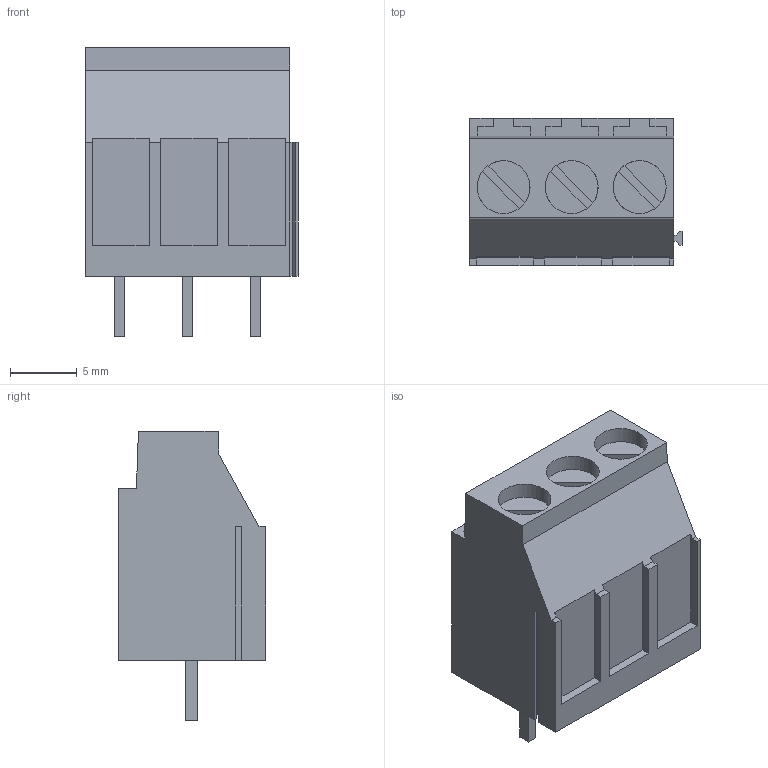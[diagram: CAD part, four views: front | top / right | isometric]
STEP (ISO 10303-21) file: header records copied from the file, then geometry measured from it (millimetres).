
FILE_DESCRIPTION(('CATIA V5 STEP Exchange','CAx-IF Rec.Pracs.--- Model Styling and Organization---1.4--- 2014-01-23'),'2;1');
FILE_NAME ('144240-1_0_2567090000_2567090000.stp','2021-07-20T10:35:00+00:00',('none'),('Weidmueller'),'CATIA Version 5-6 Release 2016 SP3 HF44','CATIA V5 STEP AP214','none');
FILE_SCHEMA(('AUTOMOTIVE_DESIGN { 1 0 10303 214 1 1 1 1 }'));
Length unit declared in the file: millimetre
Products named in the file (1): 2567090000
Bounding box: 15.89 x 11 x 21.6 mm (x, y, z)
Volume: 2217 mm3; surface area: 1809.8 mm2
Topology: 7 solids, 7 shells, 174 faces, 447 edges, 296 vertices
Faces by surface type: plane 162, cylinder 12
Entity records: 5195 total; most frequent: CARTESIAN_POINT 913, ORIENTED_EDGE 894, DIRECTION 712, EDGE_CURVE 447, VECTOR 411, LINE 411, VERTEX_POINT 296, EDGE_LOOP 183
